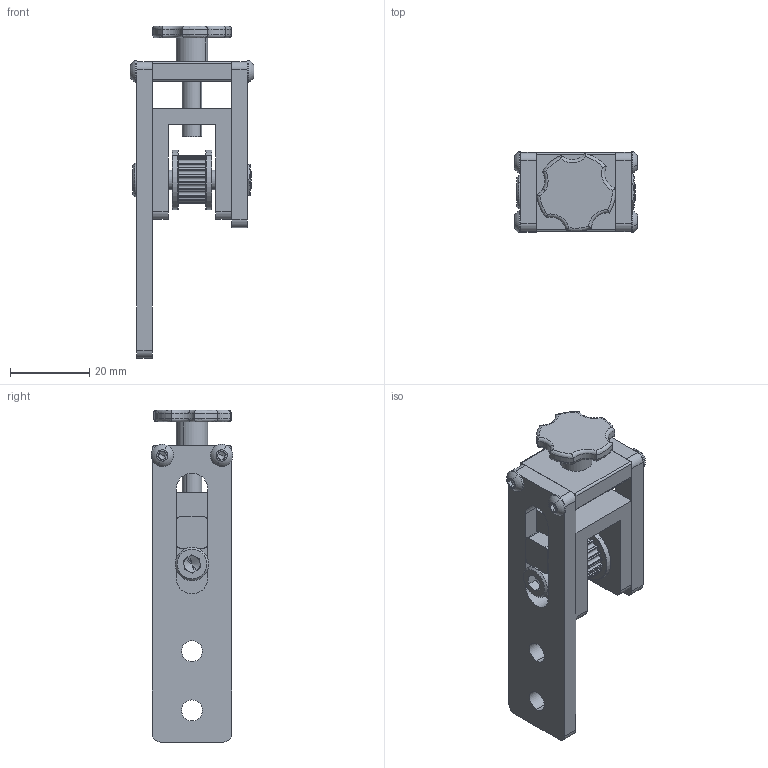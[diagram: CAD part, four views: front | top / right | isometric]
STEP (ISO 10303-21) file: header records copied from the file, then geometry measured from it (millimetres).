
FILE_DESCRIPTION (( 'STEP AP203' ), '1' );
FILE_NAME ('napínák øemene 2020.STEP', '2022-02-09T16:43:47', ( '' ), ( '' ), 'SwSTEP 2.0', 'SolidWorks 2021', '' );
FILE_SCHEMA (( 'CONFIG_CONTROL_DESIGN' ));
Length unit declared in the file: millimetre
Products named in the file (10): Knob.STEP; Gates_2GT_20T_Toothed_Vychoz_.STEP; Part3.STEP; Plate2.STEP; Plate1.STEP; socket head cap screw_am_B18.3.1M - 5 x 0.8 x 25 Hex SHCS -- 25NHX.STEP; Part4.STEP; hex nut style 1_am_B18.2.4.1M - Hex nut, Style 1,  M5 x 0.8 --D-N.STEP; napínák øemene 2020; socket button head cap screw_am_B18.3.4M - 3 x 0.5 x 8 SBHCS --N.STEP
Assembly tree (12 placements, depth 2):
  napínák øemene 2020
    Part4.STEP
    Plate1.STEP
    Plate2.STEP
    Part3.STEP
    Knob.STEP
    socket head cap screw_am_B18.3.1M - 5 x 0.8 x 25 Hex SHCS -- 25NHX.STEP
    Gates_2GT_20T_Toothed_Vychoz_.STEP
    socket button head cap screw_am_B18.3.4M - 3 x 0.5 x 8 SBHCS --N.STEP  x4
    hex nut style 1_am_B18.2.4.1M - Hex nut, Style 1,  M5 x 0.8 --D-N.STEP
Bounding box: 31.3 x 20.69 x 84 mm (x, y, z)
Volume: 18212.4 mm3; surface area: 15523.3 mm2
Topology: 16 solids, 16 shells, 676 faces, 1639 edges, 1009 vertices
Faces by surface type: cylinder 271, plane 229, torus 86, cone 82, sphere 8
Entity records: 20455 total; most frequent: CARTESIAN_POINT 4997, DIRECTION 3235, ORIENTED_EDGE 2910, EDGE_CURVE 1455, AXIS2_PLACEMENT_3D 1384, VERTEX_POINT 904, CIRCLE 774, EDGE_LOOP 653
